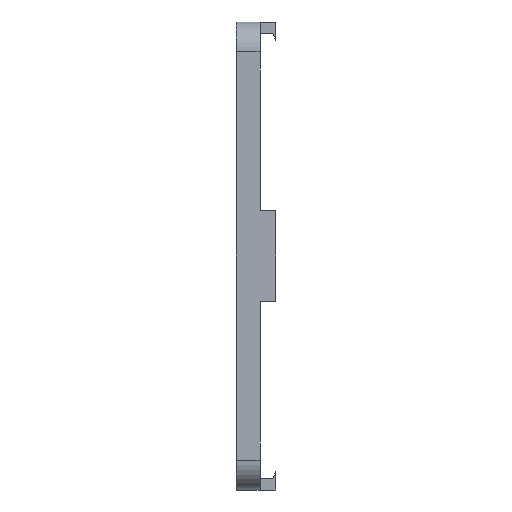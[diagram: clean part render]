
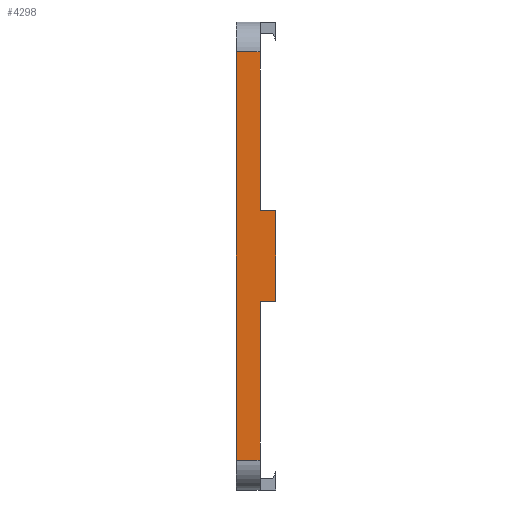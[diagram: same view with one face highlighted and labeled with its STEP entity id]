
A CAD part, left-side view. The second image highlights one B-rep face of the part: STEP entity #4298.
In plain terms, the highlighted planar face has unit normal (-1, 0, 0).
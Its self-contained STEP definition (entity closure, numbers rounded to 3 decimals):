
#34 = VECTOR ( 'NONE', #4566, 1000. ) ;
#75 = CARTESIAN_POINT ( 'NONE',  ( -62.6, -4.2, -12.1 ) ) ;
#219 = LINE ( 'NONE', #2895, #704 ) ;
#238 = ORIENTED_EDGE ( 'NONE', *, *, #3962, .F. ) ;
#381 = CARTESIAN_POINT ( 'NONE',  ( -62.6, 6.4, -54.6 ) ) ;
#613 = DIRECTION ( 'NONE',  ( 1., 0., 0. ) ) ;
#680 = VERTEX_POINT ( 'NONE', #1712 ) ;
#696 = VECTOR ( 'NONE', #2801, 1000. ) ;
#704 = VECTOR ( 'NONE', #3305, 1000. ) ;
#707 = EDGE_CURVE ( 'NONE', #3351, #2855, #3071, .T. ) ;
#721 = EDGE_CURVE ( 'NONE', #4207, #2855, #1448, .T. ) ;
#879 = LINE ( 'NONE', #4180, #34 ) ;
#912 = AXIS2_PLACEMENT_3D ( 'NONE', #1450, #613, #2604 ) ;
#1157 = VERTEX_POINT ( 'NONE', #75 ) ;
#1216 = CARTESIAN_POINT ( 'NONE',  ( -62.6, 0., 12.1 ) ) ;
#1330 = DIRECTION ( 'NONE',  ( 0., 0., 1. ) ) ;
#1339 = EDGE_CURVE ( 'NONE', #1587, #4207, #219, .T. ) ;
#1348 = CARTESIAN_POINT ( 'NONE',  ( -62.6, 0., -54.6 ) ) ;
#1430 = ORIENTED_EDGE ( 'NONE', *, *, #1339, .F. ) ;
#1448 = LINE ( 'NONE', #4490, #1946 ) ;
#1450 = CARTESIAN_POINT ( 'NONE',  ( -62.6, 6.4, -54.6 ) ) ;
#1524 = DIRECTION ( 'NONE',  ( 0., 0., -1. ) ) ;
#1587 = VERTEX_POINT ( 'NONE', #4638 ) ;
#1602 = ORIENTED_EDGE ( 'NONE', *, *, #2027, .T. ) ;
#1630 = VECTOR ( 'NONE', #1524, 1000. ) ;
#1712 = CARTESIAN_POINT ( 'NONE',  ( -62.6, -4.2, 12.1 ) ) ;
#1829 = CARTESIAN_POINT ( 'NONE',  ( -62.6, 0., -54.6 ) ) ;
#1878 = CARTESIAN_POINT ( 'NONE',  ( -62.6, 0., -12.1 ) ) ;
#1946 = VECTOR ( 'NONE', #4134, 1000. ) ;
#1997 = EDGE_CURVE ( 'NONE', #3351, #680, #2105, .T. ) ;
#2015 = ORIENTED_EDGE ( 'NONE', *, *, #1997, .F. ) ;
#2027 = EDGE_CURVE ( 'NONE', #1587, #2207, #4112, .T. ) ;
#2055 = VECTOR ( 'NONE', #3020, 1000. ) ;
#2105 = LINE ( 'NONE', #1216, #3314 ) ;
#2168 = CARTESIAN_POINT ( 'NONE',  ( -62.6, 0., 54.6 ) ) ;
#2207 = VERTEX_POINT ( 'NONE', #3307 ) ;
#2291 = EDGE_CURVE ( 'NONE', #2420, #1157, #879, .T. ) ;
#2329 = ORIENTED_EDGE ( 'NONE', *, *, #721, .F. ) ;
#2334 = EDGE_LOOP ( 'NONE', ( #3090, #3852, #238, #2015, #4274, #2329, #1430, #1602 ) ) ;
#2420 = VERTEX_POINT ( 'NONE', #1878 ) ;
#2604 = DIRECTION ( 'NONE',  ( 0., 0., -1. ) ) ;
#2801 = DIRECTION ( 'NONE',  ( 0., -1., 0. ) ) ;
#2855 = VERTEX_POINT ( 'NONE', #2168 ) ;
#2888 = VECTOR ( 'NONE', #1330, 1000. ) ;
#2895 = CARTESIAN_POINT ( 'NONE',  ( -62.6, 6.4, -54.6 ) ) ;
#3020 = DIRECTION ( 'NONE',  ( 0., 0., 1. ) ) ;
#3071 = LINE ( 'NONE', #1348, #2888 ) ;
#3090 = ORIENTED_EDGE ( 'NONE', *, *, #4236, .T. ) ;
#3205 = CARTESIAN_POINT ( 'NONE',  ( -62.6, -4.2, 12.1 ) ) ;
#3305 = DIRECTION ( 'NONE',  ( 0., 0., 1. ) ) ;
#3307 = CARTESIAN_POINT ( 'NONE',  ( -62.6, 0., -54.6 ) ) ;
#3314 = VECTOR ( 'NONE', #4743, 1000. ) ;
#3351 = VERTEX_POINT ( 'NONE', #3837 ) ;
#3689 = FACE_OUTER_BOUND ( 'NONE', #2334, .T. ) ;
#3813 = LINE ( 'NONE', #1829, #2055 ) ;
#3837 = CARTESIAN_POINT ( 'NONE',  ( -62.6, 0., 12.1 ) ) ;
#3852 = ORIENTED_EDGE ( 'NONE', *, *, #2291, .T. ) ;
#3962 = EDGE_CURVE ( 'NONE', #680, #1157, #4673, .T. ) ;
#4112 = LINE ( 'NONE', #381, #696 ) ;
#4134 = DIRECTION ( 'NONE',  ( 0., -1., 0. ) ) ;
#4180 = CARTESIAN_POINT ( 'NONE',  ( -62.6, 0., -12.1 ) ) ;
#4185 = PLANE ( 'NONE',  #912 ) ;
#4207 = VERTEX_POINT ( 'NONE', #4233 ) ;
#4233 = CARTESIAN_POINT ( 'NONE',  ( -62.6, 6.4, 54.6 ) ) ;
#4236 = EDGE_CURVE ( 'NONE', #2207, #2420, #3813, .T. ) ;
#4274 = ORIENTED_EDGE ( 'NONE', *, *, #707, .T. ) ;
#4298 = ADVANCED_FACE ( 'NONE', ( #3689 ), #4185, .F. ) ;
#4490 = CARTESIAN_POINT ( 'NONE',  ( -62.6, 6.4, 54.6 ) ) ;
#4566 = DIRECTION ( 'NONE',  ( 0., -1., 0. ) ) ;
#4638 = CARTESIAN_POINT ( 'NONE',  ( -62.6, 6.4, -54.6 ) ) ;
#4673 = LINE ( 'NONE', #3205, #1630 ) ;
#4743 = DIRECTION ( 'NONE',  ( 0., -1., 0. ) ) ;
